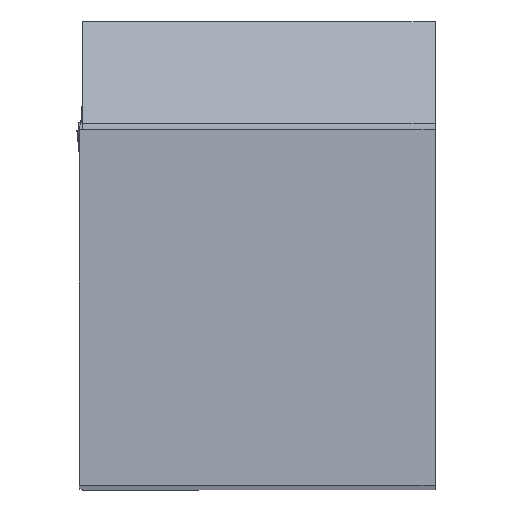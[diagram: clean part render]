
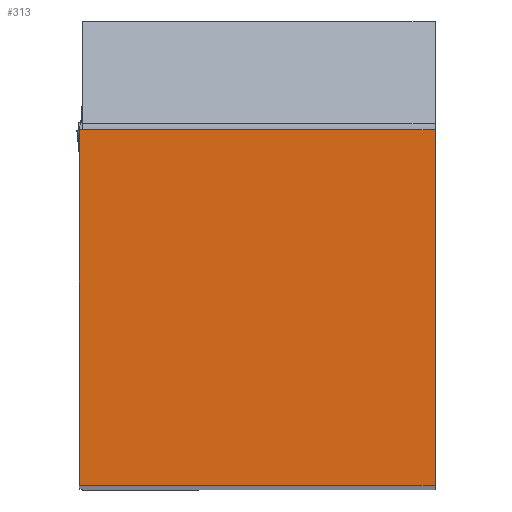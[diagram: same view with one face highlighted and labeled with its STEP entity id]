
A CAD part, top view. The second image highlights one B-rep face of the part: STEP entity #313.
In plain terms, the highlighted planar face has unit normal (0, 0, 1).
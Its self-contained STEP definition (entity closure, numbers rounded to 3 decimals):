
#313=ADVANCED_FACE('CU_BACK_SU1',(#474),#414,.F.);
#414=PLANE('',#2118);
#474=FACE_OUTER_BOUND('',#583,.T.);
#583=EDGE_LOOP('',(#825,#826,#827,#828));
#825=ORIENTED_EDGE('',*,*,#1487,.T.);
#826=ORIENTED_EDGE('',*,*,#1443,.T.);
#827=ORIENTED_EDGE('',*,*,#1522,.T.);
#828=ORIENTED_EDGE('',*,*,#1510,.F.);
#1262=VERTEX_POINT('',#2709);
#1263=VERTEX_POINT('',#2711);
#1294=VERTEX_POINT('',#2835);
#1309=VERTEX_POINT('',#2880);
#1443=EDGE_CURVE('',#1263,#1262,#1725,.T.);
#1487=EDGE_CURVE('',#1294,#1263,#1758,.T.);
#1510=EDGE_CURVE('',#1294,#1309,#1775,.T.);
#1522=EDGE_CURVE('',#1262,#1309,#1784,.T.);
#1725=LINE('',#2710,#1881);
#1758=LINE('',#2834,#1914);
#1775=LINE('',#2879,#1931);
#1784=LINE('',#2903,#1940);
#1881=VECTOR('',#2250,1.);
#1914=VECTOR('',#2319,1.);
#1931=VECTOR('',#2362,1.);
#1940=VECTOR('',#2395,1.);
#2118=AXIS2_PLACEMENT_3D('',#2904,#2396,#2397);
#2250=DIRECTION('',(0.,1.,0.));
#2319=DIRECTION('',(1.,0.,0.));
#2362=DIRECTION('',(0.,1.,0.));
#2395=DIRECTION('',(-1.,0.,0.));
#2396=DIRECTION('',(0.,0.,-1.));
#2397=DIRECTION('',(-1.,0.,0.));
#2709=CARTESIAN_POINT('',(0.,15.9,0.));
#2710=CARTESIAN_POINT('',(0.,35.9,0.));
#2711=CARTESIAN_POINT('',(0.,0.,0.));
#2834=CARTESIAN_POINT('',(22.795,0.,0.));
#2835=CARTESIAN_POINT('',(-15.9,0.,0.));
#2879=CARTESIAN_POINT('',(-15.9,35.9,0.));
#2880=CARTESIAN_POINT('',(-15.9,15.9,0.));
#2903=CARTESIAN_POINT('',(22.795,15.9,0.));
#2904=CARTESIAN_POINT('',(22.795,35.9,0.));
